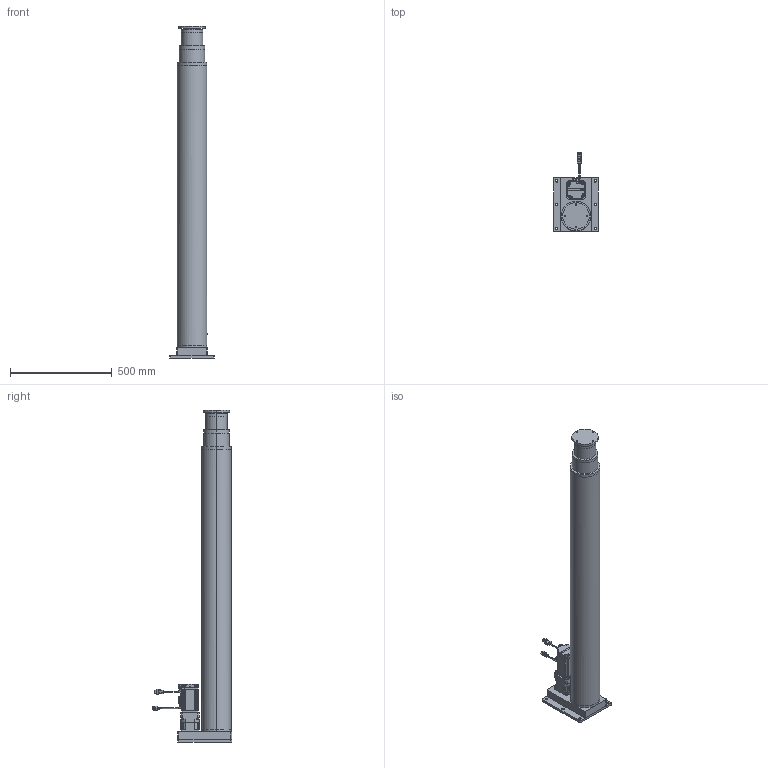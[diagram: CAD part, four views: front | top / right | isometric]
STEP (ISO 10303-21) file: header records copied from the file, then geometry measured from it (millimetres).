
FILE_DESCRIPTION (( 'STEP AP203' ), '1' );
FILE_NAME ('230327-TC-145多节缸折叠3750行程装配体.STEP', '2023-03-27T07:27:18', ( '微软用户' ), ( '微软中国' ), 'SwSTEP 2.0', 'SolidWorks 2016', '' );
FILE_SCHEMA (( 'CONFIG_CONTROL_DESIGN' ));
Length unit declared in the file: millimetre
Products named in the file (43): 31090652--MS1H1-750001_1_1; _1-SO-580930001_1_1; _1-SO-219540001_1_1; 230327-TC-145多节缸第三节缸筒; 230327-TC-145嗣誹詰眊极裔啣; 22010113--1-SOLI00_1_1_1_2; 1-87160_1_1; 230327-TC-145嗣誹詰蚚PGH90等撰; 31100100_4_1_2_3; _1-SO-660130001_1_1; _1-SO-112340001_1_1; _1-SO-431260001_1_1; _1-SO-761440001_1_1; MS1H1-75B30CB-A334Z-S_ASM_1; _1-SO-914520001_1_1; 230327-TC-145多节缸第一节缸筒; 00_COMPONENTS; 1716920106_4_1_2_3_1; 1716920106_4_1_2_3; _1-SO-267770001_1_1; _1-SO-44600001_1_1; 230327-TC-145嗣誹詰粣創釱; 31100100_4_1_2_3_1; _1-SO-972090001_1_1; 230327-TC-145多节缸第二节缸筒; _1-SO-325820001_1_1; _80-1-SO0001_1_1_1_2; 1716920106_4_1_2_3_2; 230327-TC-145多节缸折叠3750行程装配体; YUANHU_4_1_2_3; _1-SO-808830001_1_1; MS1H1-75B30CB-A334Z_1_ASM_1_ASM_1; 31090527--1-SOL000_1_1_1_2; C-1-172169-9-L-3D_4_1_2_3; 31740002--1-SOLI00_1_1_1_2; 30_1_1_1_2; 230327-TC-145多节缸用汇川750W电机; _1-SO-162350001_1_1; 1-940910_1_1; 31090537--1-SOL000_1_1_1_2 ...
Assembly tree (42 placements, depth 5):
  230327-TC-145多节缸折叠3750行程装配体
    230327-TC-145多节缸第一节缸筒
    230327-TC-145多节缸第二节缸筒
    230327-TC-145多节缸第三节缸筒
    230327-TC-145多节缸第四节缸筒
    230327-TC-145嗣誹詰眊极裔啣
    230327-TC-145嗣誹詰蚚PGH90等撰
    230327-TC-145多节缸用汇川750W电机
      00_COMPONENTS
      MS1H1-75B30CB-A334Z-S_ASM_1
        MS1H1-75B30CB-A334Z_1_ASM_1_ASM_1
          30_1_1_1_2
          _1-SO-44600001_1_1
          1-87160_1_1
          _1-SO-112340001_1_1
          31090652--MS1H1-750001_1_1
          _1-SO-162350001_1_1
          _1-SO-219540001_1_1
          _1-SO-250540001_1_1
          _1-SO-267770001_1_1
          _1-SO-325820001_1_1
          22010113--1-SOLI00_1_1_1_2
          _1-SO-431260001_1_1
          _1-SO-580930001_1_1
          _1-SO-660130001_1_1
          31090537--1-SOL000_1_1_1_2
          _80-1-SO0001_1_1_1_2
          _1-SO-761440001_1_1
          _1-SO-808830001_1_1
          31740002--1-SOLI00_1_1_1_2
          31090527--1-SOL000_1_1_1_2
          _1-SO-914520001_1_1
          1-940910_1_1
          _1-SO-972090001_1_1
        1716920106_4_1_2_3
          1716920106_4_1_2_3_1
          1716920106_4_1_2_3_2
        AMP_XINHAO_ASM_4_1_2
          31100100_4_1_2_3
          31100100_4_1_2_3_1
          C-1-172169-9-L-3D_4_1_2_3
          YUANHU_4_1_2_3
    230327-TC-145嗣誹詰粣創釱
Bounding box: 220 x 389.78 x 1630 mm (x, y, z)
Volume: 13235756 mm3; surface area: 4212587.9 mm2
Topology: 41 solids, 47 shells, 2895 faces, 7782 edges, 5075 vertices
Faces by surface type: plane 1870, cylinder 792, bspline 164, cone 69
Entity records: 99931 total; most frequent: CARTESIAN_POINT 23043, ORIENTED_EDGE 15480, DIRECTION 14464, EDGE_CURVE 7756, VECTOR 5470, LINE 5470, VERTEX_POINT 5075, AXIS2_PLACEMENT_3D 4497
